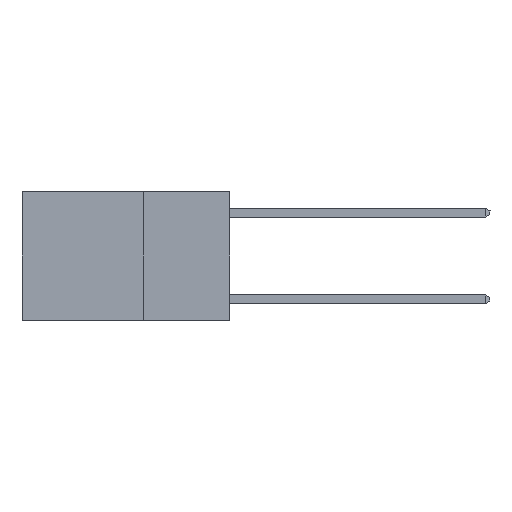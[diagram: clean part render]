
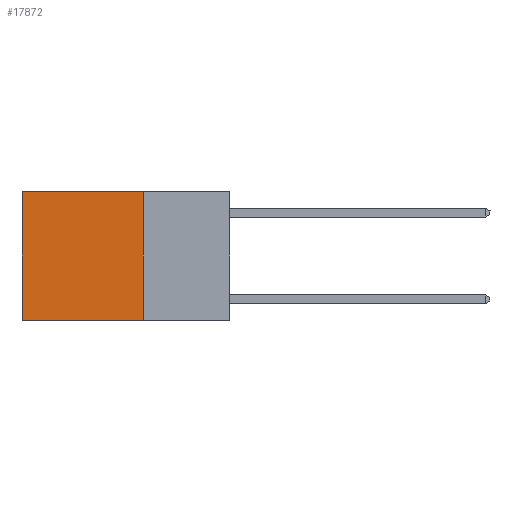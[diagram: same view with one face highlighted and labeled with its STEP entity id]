
A CAD part, left-side view. The second image highlights one B-rep face of the part: STEP entity #17872.
In plain terms, the highlighted planar face has unit normal (-1, 0, 0).
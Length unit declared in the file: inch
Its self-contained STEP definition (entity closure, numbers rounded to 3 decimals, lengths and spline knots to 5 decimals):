
#872 = ORIENTED_EDGE ( 'NONE', *, *, #19763, .F. ) ;
#2948 = EDGE_CURVE ( 'NONE', #13479, #30585, #4767, .T. ) ;
#3313 = DIRECTION ( 'NONE',  ( 0., 0., -1. ) ) ;
#3409 = VECTOR ( 'NONE', #29585, 39.37008 ) ;
#3433 = LINE ( 'NONE', #13911, #27879 ) ;
#3819 = CARTESIAN_POINT ( 'NONE',  ( 0.2625, 0.25, 0. ) ) ;
#4767 = LINE ( 'NONE', #5195, #29198 ) ;
#5195 = CARTESIAN_POINT ( 'NONE',  ( 0.2625, 0.6, 0. ) ) ;
#6094 = VERTEX_POINT ( 'NONE', #27661 ) ;
#6264 = PLANE ( 'NONE',  #19775 ) ;
#7711 = DIRECTION ( 'NONE',  ( 0., 0., -1. ) ) ;
#7749 = CARTESIAN_POINT ( 'NONE',  ( 0.2625, 0.6, -0.37 ) ) ;
#11053 = DIRECTION ( 'NONE',  ( 1., 0., 0. ) ) ;
#13479 = VERTEX_POINT ( 'NONE', #20543 ) ;
#13911 = CARTESIAN_POINT ( 'NONE',  ( 0.2625, 0.25, 0. ) ) ;
#14292 = EDGE_CURVE ( 'NONE', #19903, #13479, #3433, .T. ) ;
#14730 = VECTOR ( 'NONE', #3313, 39.37008 ) ;
#15442 = EDGE_CURVE ( 'NONE', #6094, #30585, #16849, .T. ) ;
#15535 = CARTESIAN_POINT ( 'NONE',  ( 0.2625, 0.25, -0.37 ) ) ;
#16194 = LINE ( 'NONE', #19947, #14730 ) ;
#16295 = DIRECTION ( 'NONE',  ( 0., 1., 0. ) ) ;
#16849 = LINE ( 'NONE', #15535, #3409 ) ;
#17872 = ADVANCED_FACE ( 'NONE', ( #29532 ), #6264, .F. ) ;
#18975 = ORIENTED_EDGE ( 'NONE', *, *, #15442, .F. ) ;
#19763 = EDGE_CURVE ( 'NONE', #19903, #6094, #16194, .T. ) ;
#19775 = AXIS2_PLACEMENT_3D ( 'NONE', #22830, #11053, #27543 ) ;
#19903 = VERTEX_POINT ( 'NONE', #3819 ) ;
#19947 = CARTESIAN_POINT ( 'NONE',  ( 0.2625, 0.25, 0. ) ) ;
#20543 = CARTESIAN_POINT ( 'NONE',  ( 0.2625, 0.6, 0. ) ) ;
#22830 = CARTESIAN_POINT ( 'NONE',  ( 0.2625, 0.25, 0. ) ) ;
#27543 = DIRECTION ( 'NONE',  ( 0., 0., -1. ) ) ;
#27661 = CARTESIAN_POINT ( 'NONE',  ( 0.2625, 0.25, -0.37 ) ) ;
#27879 = VECTOR ( 'NONE', #16295, 39.37008 ) ;
#29198 = VECTOR ( 'NONE', #7711, 39.37008 ) ;
#29401 = EDGE_LOOP ( 'NONE', ( #29694, #18975, #872, #29913 ) ) ;
#29532 = FACE_OUTER_BOUND ( 'NONE', #29401, .T. ) ;
#29585 = DIRECTION ( 'NONE',  ( 0., 1., 0. ) ) ;
#29694 = ORIENTED_EDGE ( 'NONE', *, *, #2948, .T. ) ;
#29913 = ORIENTED_EDGE ( 'NONE', *, *, #14292, .T. ) ;
#30585 = VERTEX_POINT ( 'NONE', #7749 ) ;
